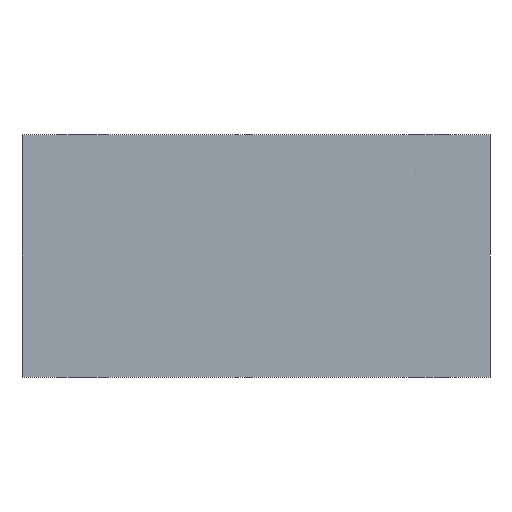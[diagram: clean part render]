
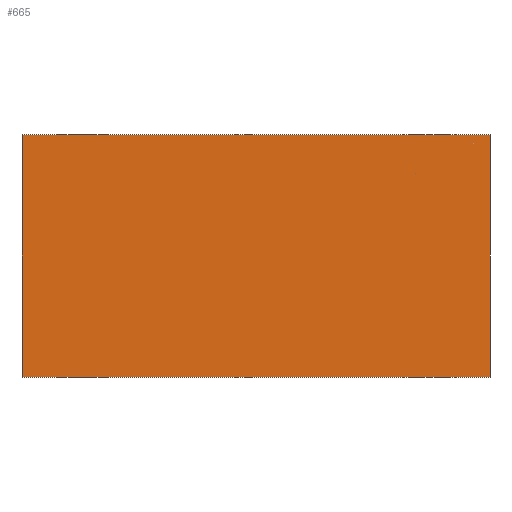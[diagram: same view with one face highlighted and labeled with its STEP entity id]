
A CAD part, front view. The second image highlights one B-rep face of the part: STEP entity #665.
In plain terms, the highlighted planar face has unit normal (0, -1, 0).
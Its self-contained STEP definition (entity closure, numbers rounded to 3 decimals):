
#60=LINE('',#1076,#78);
#64=LINE('',#1084,#82);
#70=LINE('',#1095,#88);
#71=LINE('',#1097,#89);
#78=VECTOR('',#882,10.);
#82=VECTOR('',#888,10.);
#88=VECTOR('',#898,10.);
#89=VECTOR('',#901,10.);
#106=PLANE('',#757);
#167=FACE_OUTER_BOUND('',#235,.T.);
#235=EDGE_LOOP('',(#514,#515,#516,#517));
#340=VERTEX_POINT('',#1074);
#341=VERTEX_POINT('',#1075);
#344=VERTEX_POINT('',#1083);
#347=VERTEX_POINT('',#1093);
#401=EDGE_CURVE('',#340,#341,#60,.T.);
#405=EDGE_CURVE('',#344,#341,#64,.T.);
#411=EDGE_CURVE('',#340,#347,#70,.T.);
#412=EDGE_CURVE('',#344,#347,#71,.T.);
#514=ORIENTED_EDGE('',*,*,#411,.T.);
#515=ORIENTED_EDGE('',*,*,#412,.F.);
#516=ORIENTED_EDGE('',*,*,#405,.T.);
#517=ORIENTED_EDGE('',*,*,#401,.F.);
#665=ADVANCED_FACE('',(#167),#106,.T.);
#757=AXIS2_PLACEMENT_3D('',#1096,#899,#900);
#882=DIRECTION('',(-1.,0.,0.));
#888=DIRECTION('',(0.,0.,-1.));
#898=DIRECTION('',(0.,0.,1.));
#899=DIRECTION('center_axis',(0.,-1.,0.));
#900=DIRECTION('ref_axis',(1.,0.,0.));
#901=DIRECTION('',(1.,0.,0.));
#1074=CARTESIAN_POINT('',(29.,-20.,-15.));
#1075=CARTESIAN_POINT('',(-29.,-20.,-15.));
#1076=CARTESIAN_POINT('',(-29.,-20.,-15.));
#1083=CARTESIAN_POINT('',(-29.,-20.,15.));
#1084=CARTESIAN_POINT('',(-29.,-20.,0.));
#1093=CARTESIAN_POINT('',(29.,-20.,15.));
#1095=CARTESIAN_POINT('',(29.,-20.,0.));
#1096=CARTESIAN_POINT('Origin',(-29.,-20.,0.));
#1097=CARTESIAN_POINT('',(-29.,-20.,15.));
